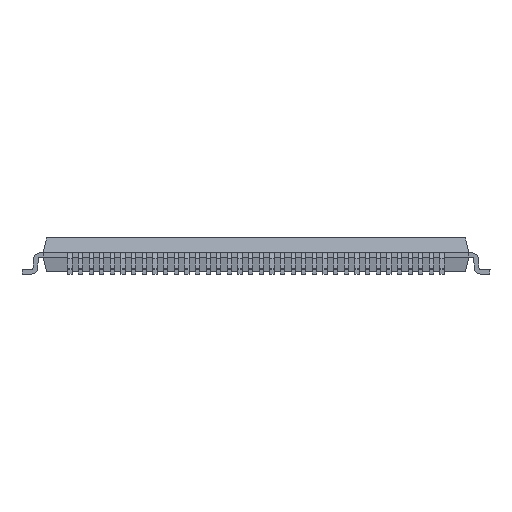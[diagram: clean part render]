
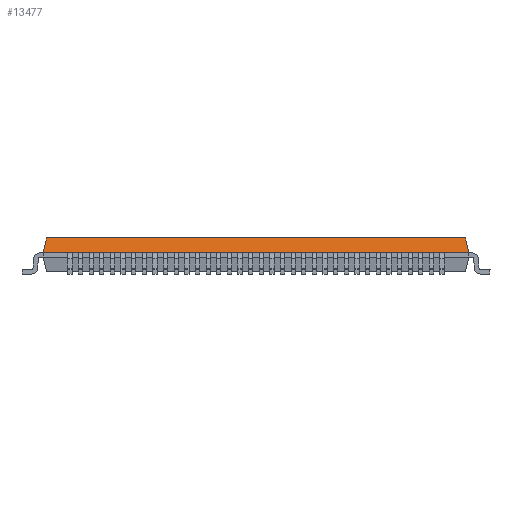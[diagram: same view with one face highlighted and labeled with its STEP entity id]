
A CAD part, front view. The second image highlights one B-rep face of the part: STEP entity #13477.
In plain terms, the highlighted planar face has unit normal (0, -0.978, 0.208).
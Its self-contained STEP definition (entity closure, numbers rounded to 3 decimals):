
#3018 = CARTESIAN_POINT ( 'NONE',  ( 19.851, 0.149, 1.6 ) ) ;
#3019 = DIRECTION ( 'NONE',  ( 1., 0., 0. ) ) ;
#3020 = VECTOR ( 'NONE', #3019, 1000. ) ;
#3021 = CARTESIAN_POINT ( 'NONE',  ( 0., 0.149, 1.6 ) ) ;
#3022 = LINE ( 'NONE', #3021, #3020 ) ;
#3023 = CARTESIAN_POINT ( 'NONE',  ( 0.149, 0.149, 1.6 ) ) ;
#3249 = FACE_OUTER_BOUND ( 'NONE', #13499, .T. ) ;
#3280 = DIRECTION ( 'NONE',  ( -0.204, -0.204, -0.958 ) ) ;
#3281 = VECTOR ( 'NONE', #3280, 1000. ) ;
#3282 = CARTESIAN_POINT ( 'NONE',  ( 0.149, 0.149, 1.6 ) ) ;
#3283 = LINE ( 'NONE', #3282, #3281 ) ;
#3285 = DIRECTION ( 'NONE',  ( -0.204, 0.204, 0.958 ) ) ;
#3286 = VECTOR ( 'NONE', #3285, 1000. ) ;
#3287 = CARTESIAN_POINT ( 'NONE',  ( 20., 0., 0.9 ) ) ;
#3288 = LINE ( 'NONE', #3287, #3286 ) ;
#3289 = CARTESIAN_POINT ( 'NONE',  ( 20., 0., 0.9 ) ) ;
#3290 = CARTESIAN_POINT ( 'NONE',  ( 0., 0., 0.9 ) ) ;
#3291 = DIRECTION ( 'NONE',  ( 1., 0., 0. ) ) ;
#3292 = VECTOR ( 'NONE', #3291, 1000. ) ;
#3293 = CARTESIAN_POINT ( 'NONE',  ( 0., 0., 0.9 ) ) ;
#3294 = LINE ( 'NONE', #3293, #3292 ) ;
#3295 = DIRECTION ( 'NONE',  ( 0., 0.208, 0.978 ) ) ;
#3296 = DIRECTION ( 'NONE',  ( 0., 0.978, -0.208 ) ) ;
#3297 = CARTESIAN_POINT ( 'NONE',  ( 0., 0.149, 1.6 ) ) ;
#3298 = AXIS2_PLACEMENT_3D ( 'NONE', #3297, #3296, #3295 ) ;
#3299 = PLANE ( 'NONE',  #3298 ) ;
#13326 = VERTEX_POINT ( 'NONE', #3023 ) ;
#13332 = EDGE_CURVE ( 'NONE', #13326, #13333, #3022, .T. ) ;
#13333 = VERTEX_POINT ( 'NONE', #3018 ) ;
#13477 = ADVANCED_FACE ( 'NONE', ( #3249 ), #3299, .F. ) ;
#13478 = ORIENTED_EDGE ( 'NONE', *, *, #13479, .T. ) ;
#13479 = EDGE_CURVE ( 'NONE', #13480, #13481, #3294, .T. ) ;
#13480 = VERTEX_POINT ( 'NONE', #3290 ) ;
#13481 = VERTEX_POINT ( 'NONE', #3289 ) ;
#13482 = ORIENTED_EDGE ( 'NONE', *, *, #13483, .T. ) ;
#13483 = EDGE_CURVE ( 'NONE', #13481, #13333, #3288, .T. ) ;
#13484 = ORIENTED_EDGE ( 'NONE', *, *, #13332, .F. ) ;
#13485 = ORIENTED_EDGE ( 'NONE', *, *, #13503, .T. ) ;
#13499 = EDGE_LOOP ( 'NONE', ( #13478, #13482, #13484, #13485 ) ) ;
#13503 = EDGE_CURVE ( 'NONE', #13326, #13480, #3283, .T. ) ;
